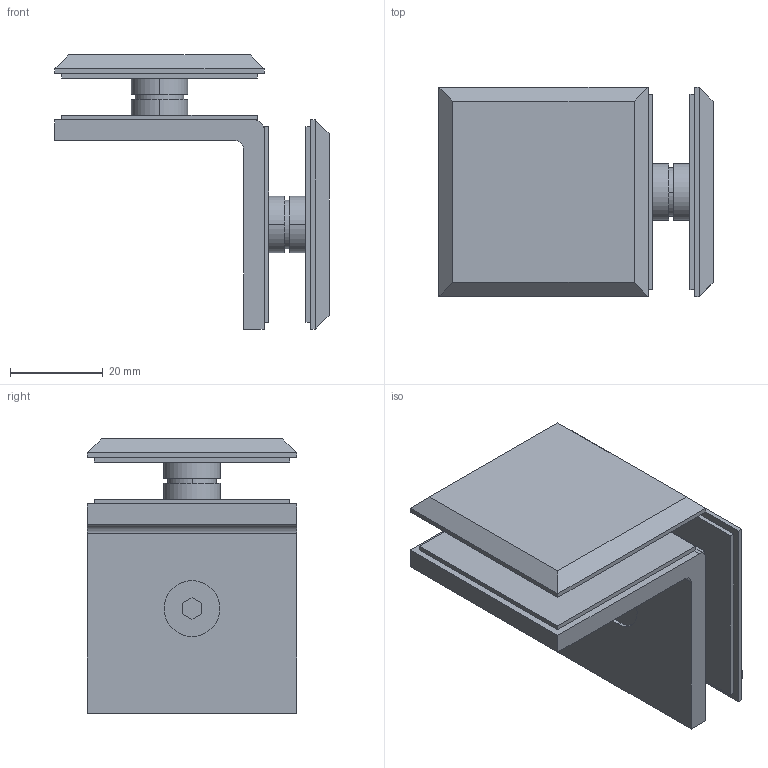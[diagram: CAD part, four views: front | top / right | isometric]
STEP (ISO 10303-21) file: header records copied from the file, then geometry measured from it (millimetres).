
FILE_DESCRIPTION (( 'STEP AP203' ), '1' );
FILE_NAME ('GS-ZN_ZP-906_S parametricky.STEP', '2019-04-05T09:27:28', ( '' ), ( '' ), 'SwSTEP 2.0', 'SolidWorks 2018', '' );
FILE_SCHEMA (( 'CONFIG_CONTROL_DESIGN' ));
Length unit declared in the file: millimetre
Products named in the file (5): Plastic; GS-ZN-ZP-906-S P1; GS-ZN_ZP-906_S parametricky; M6x12_DIN 7991; GS-ZN-ZP-906-S P2
Assembly tree (9 placements, depth 2):
  GS-ZN_ZP-906_S parametricky
    GS-ZN-ZP-906-S P2
    Plastic  x4
    GS-ZN-ZP-906-S P1  x2
    M6x12_DIN 7991  x2
Bounding box: 59 x 45 x 59 mm (x, y, z)
Volume: 40222.1 mm3; surface area: 35004.3 mm2
Topology: 9 solids, 9 shells, 192 faces, 454 edges, 290 vertices
Faces by surface type: cylinder 84, plane 82, cone 18, torus 4, bspline 4
Entity records: 5348 total; most frequent: CARTESIAN_POINT 2542, ORIENTED_EDGE 458, DIRECTION 446, EDGE_CURVE 229, AXIS2_PLACEMENT_3D 161, VERTEX_POINT 145, VECTOR 124, LINE 124
